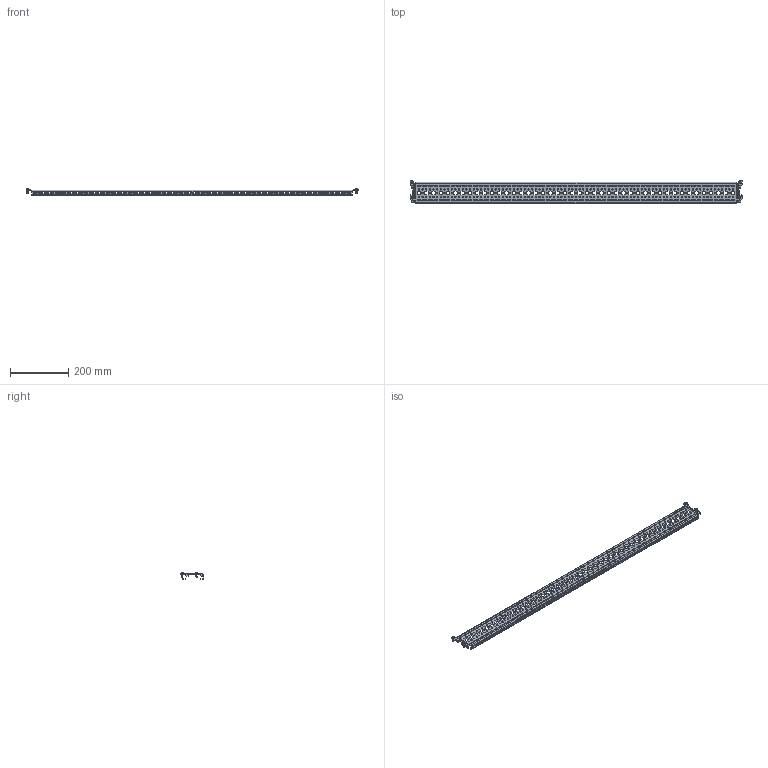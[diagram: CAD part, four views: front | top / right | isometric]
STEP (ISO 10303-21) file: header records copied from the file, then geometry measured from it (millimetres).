
FILE_DESCRIPTION (( 'STEP AP203' ), '1' );
FILE_NAME ('UR255110702 Ïëàíêà ìîíòàæíàÿ ÍÌ 17õ73 LC2_RS52 00.120 (000.801.077-05).STEP', '2022-04-20T06:01:05', ( '' ), ( '' ), 'SwSTEP 2.0', 'SolidWorks 2017', '' );
FILE_SCHEMA (( 'CONFIG_CONTROL_DESIGN' ));
Length unit declared in the file: millimetre
Products named in the file (3): UR255110702 Ïëàíêà ìîíòàæíàÿ ÍÌ 17õ73 LC2_RS52 00.120 (000.801.077-05); 025-160 砑鳧罻 迒_05 (00.120); Âèíò DIN 7500 C TORX_Œ5å12
Assembly tree (5 placements, depth 2):
  UR255110702 Ïëàíêà ìîíòàæíàÿ ÍÌ 17õ73 LC2_RS52 00.120 (000.801.077-05)
    025-160 砑鳧罻 迒_05 (00.120)
    Âèíò DIN 7500 C TORX_Œ5å12  x4
Bounding box: 1136 x 80 x 22.09 mm (x, y, z)
Volume: 154976.4 mm3; surface area: 243211.3 mm2
Topology: 5 solids, 5 shells, 2000 faces, 5854 edges, 3868 vertices
Faces by surface type: plane 1076, cylinder 900, cone 16, sphere 8
Entity records: 65571 total; most frequent: CARTESIAN_POINT 11171, ORIENTED_EDGE 11036, DIRECTION 10965, EDGE_CURVE 5518, LINE 3793, VECTOR 3793, VERTEX_POINT 3646, AXIS2_PLACEMENT_3D 3586
